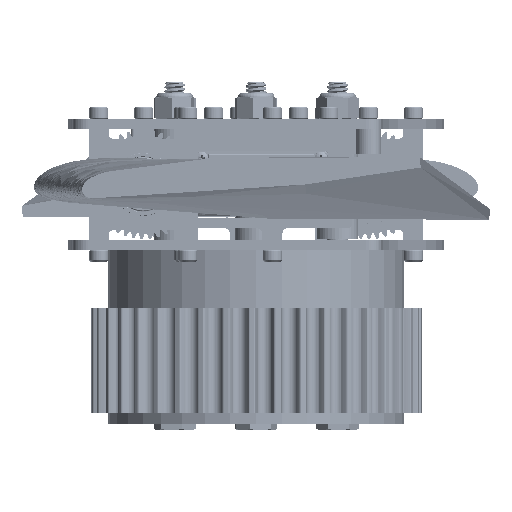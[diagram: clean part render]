
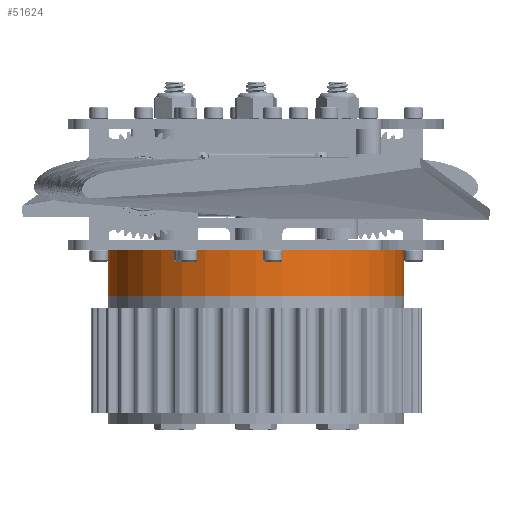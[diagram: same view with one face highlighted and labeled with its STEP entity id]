
A CAD part, left-side view. The second image highlights one B-rep face of the part: STEP entity #51624.
In plain terms, the highlighted cylindrical face has radius 44.958 mm (diameter 89.916 mm), a full revolution.
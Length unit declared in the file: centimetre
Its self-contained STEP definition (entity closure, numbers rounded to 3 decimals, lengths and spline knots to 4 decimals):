
#12084=CIRCLE('',#55065,4.4958);
#12085=CIRCLE('',#55066,4.4958);
#14502=VERTEX_POINT('',#73786);
#14503=VERTEX_POINT('',#73788);
#25448=EDGE_CURVE('',#14502,#14502,#12084,.T.);
#25449=EDGE_CURVE('',#14503,#14503,#12085,.T.);
#33714=ORIENTED_EDGE('',*,*,#25448,.T.);
#33715=ORIENTED_EDGE('',*,*,#25449,.T.);
#45860=EDGE_LOOP('',(#33714));
#45861=EDGE_LOOP('',(#33715));
#48841=FACE_BOUND('',#45860,.T.);
#48842=FACE_BOUND('',#45861,.T.);
#51624=ADVANCED_FACE('',(#48841,#48842),#121305,.T.);
#55064=AXIS2_PLACEMENT_3D('',#73784,#61781,#61782);
#55065=AXIS2_PLACEMENT_3D('',#73785,#61783,#61784);
#55066=AXIS2_PLACEMENT_3D('',#73787,#61785,#61786);
#61781=DIRECTION('',(0.,0.,1.));
#61782=DIRECTION('',(4.496,0.,0.));
#61783=DIRECTION('',(0.,0.,-1.));
#61784=DIRECTION('',(4.496,0.,0.));
#61785=DIRECTION('',(0.,0.,1.));
#61786=DIRECTION('',(4.496,0.,0.));
#73784=CARTESIAN_POINT('',(0.,0.,0.));
#73785=CARTESIAN_POINT('',(0.,0.,1.397));
#73786=CARTESIAN_POINT('',(4.4958,0.,1.397));
#73787=CARTESIAN_POINT('',(0.,0.,0.));
#73788=CARTESIAN_POINT('',(4.4958,0.,0.));
#121305=CYLINDRICAL_SURFACE('',#55064,4.4958);
